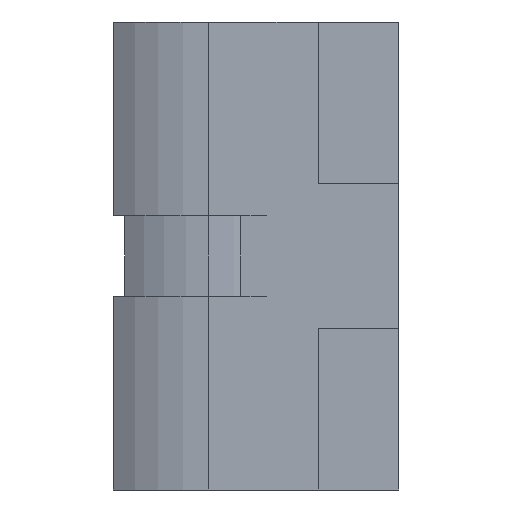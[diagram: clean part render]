
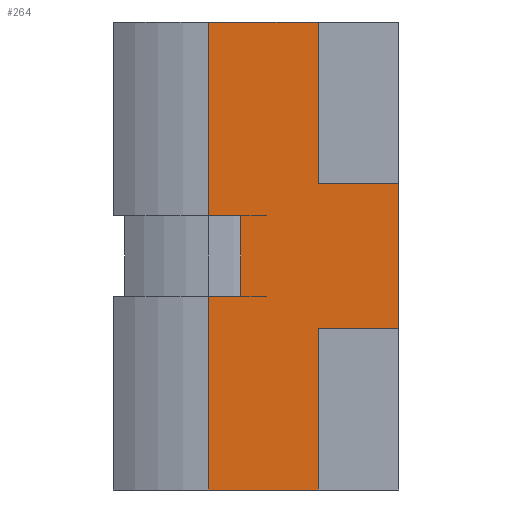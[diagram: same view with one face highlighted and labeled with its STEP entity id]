
A CAD part, left-side view. The second image highlights one B-rep face of the part: STEP entity #264.
In plain terms, the highlighted planar face has unit normal (-1, 0, 0).
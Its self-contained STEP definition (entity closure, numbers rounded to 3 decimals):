
#16 = ORIENTED_EDGE ( 'NONE', *, *, #1657, .F. ) ;
#29 = LINE ( 'NONE', #449, #1216 ) ;
#42 = VERTEX_POINT ( 'NONE', #1065 ) ;
#53 = ORIENTED_EDGE ( 'NONE', *, *, #251, .F. ) ;
#62 = LINE ( 'NONE', #394, #444 ) ;
#69 = LINE ( 'NONE', #169, #1198 ) ;
#86 = DIRECTION ( 'NONE',  ( 0., 1., 0. ) ) ;
#169 = CARTESIAN_POINT ( 'NONE',  ( 0., 10., 14.5 ) ) ;
#173 = VECTOR ( 'NONE', #1421, 1000. ) ;
#220 = CARTESIAN_POINT ( 'NONE',  ( 0., 8., 2.5 ) ) ;
#240 = CARTESIAN_POINT ( 'NONE',  ( 0., 0., -14.5 ) ) ;
#251 = EDGE_CURVE ( 'NONE', #272, #391, #1289, .T. ) ;
#256 = CARTESIAN_POINT ( 'NONE',  ( 0., 10., -2.5 ) ) ;
#264 = ADVANCED_FACE ( 'NONE', ( #1170 ), #1283, .F. ) ;
#272 = VERTEX_POINT ( 'NONE', #220 ) ;
#283 = DIRECTION ( 'NONE',  ( 0., -1., 0. ) ) ;
#306 = LINE ( 'NONE', #1321, #347 ) ;
#320 = EDGE_CURVE ( 'NONE', #342, #42, #1439, .T. ) ;
#326 = LINE ( 'NONE', #1222, #898 ) ;
#342 = VERTEX_POINT ( 'NONE', #615 ) ;
#347 = VECTOR ( 'NONE', #682, 1000. ) ;
#391 = VERTEX_POINT ( 'NONE', #791 ) ;
#394 = CARTESIAN_POINT ( 'NONE',  ( 0., 10., 14.5 ) ) ;
#419 = VERTEX_POINT ( 'NONE', #1320 ) ;
#428 = EDGE_CURVE ( 'NONE', #1091, #391, #62, .T. ) ;
#433 = DIRECTION ( 'NONE',  ( 0., 0., -1. ) ) ;
#444 = VECTOR ( 'NONE', #1577, 1000. ) ;
#449 = CARTESIAN_POINT ( 'NONE',  ( 0., 8., -2.5 ) ) ;
#450 = LINE ( 'NONE', #1607, #1490 ) ;
#470 = LINE ( 'NONE', #1037, #1239 ) ;
#472 = CARTESIAN_POINT ( 'NONE',  ( 0., 3.2, 4.5 ) ) ;
#513 = DIRECTION ( 'NONE',  ( 0., -1., 0. ) ) ;
#544 = CARTESIAN_POINT ( 'NONE',  ( 0., -1.8, 4.5 ) ) ;
#577 = DIRECTION ( 'NONE',  ( 0., 0., -1. ) ) ;
#597 = DIRECTION ( 'NONE',  ( 0., 0., 1. ) ) ;
#605 = EDGE_CURVE ( 'NONE', #1663, #693, #326, .T. ) ;
#615 = CARTESIAN_POINT ( 'NONE',  ( 0., 10., -14.5 ) ) ;
#682 = DIRECTION ( 'NONE',  ( 0., 0., -1. ) ) ;
#693 = VERTEX_POINT ( 'NONE', #1378 ) ;
#715 = ORIENTED_EDGE ( 'NONE', *, *, #1117, .F. ) ;
#752 = CARTESIAN_POINT ( 'NONE',  ( 0., 10., 2.5 ) ) ;
#763 = DIRECTION ( 'NONE',  ( 0., 1., 0. ) ) ;
#791 = CARTESIAN_POINT ( 'NONE',  ( 0., 10., 2.5 ) ) ;
#808 = CARTESIAN_POINT ( 'NONE',  ( 0., 8., -2.5 ) ) ;
#898 = VECTOR ( 'NONE', #433, 1000. ) ;
#910 = VERTEX_POINT ( 'NONE', #472 ) ;
#929 = LINE ( 'NONE', #1648, #1488 ) ;
#931 = VECTOR ( 'NONE', #1064, 1000. ) ;
#969 = EDGE_CURVE ( 'NONE', #419, #693, #470, .T. ) ;
#980 = ORIENTED_EDGE ( 'NONE', *, *, #1052, .T. ) ;
#1015 = LINE ( 'NONE', #256, #931 ) ;
#1037 = CARTESIAN_POINT ( 'NONE',  ( 0., 3.2, -4.5 ) ) ;
#1052 = EDGE_CURVE ( 'NONE', #1661, #1109, #1015, .T. ) ;
#1064 = DIRECTION ( 'NONE',  ( 0., 1., 0. ) ) ;
#1065 = CARTESIAN_POINT ( 'NONE',  ( 0., 3.2, -14.5 ) ) ;
#1091 = VERTEX_POINT ( 'NONE', #1454 ) ;
#1100 = VECTOR ( 'NONE', #1528, 1000. ) ;
#1107 = ORIENTED_EDGE ( 'NONE', *, *, #1346, .F. ) ;
#1109 = VERTEX_POINT ( 'NONE', #1341 ) ;
#1117 = EDGE_CURVE ( 'NONE', #1091, #1229, #450, .T. ) ;
#1118 = CARTESIAN_POINT ( 'NONE',  ( 0., 3.2, 14.5 ) ) ;
#1170 = FACE_OUTER_BOUND ( 'NONE', #1680, .T. ) ;
#1198 = VECTOR ( 'NONE', #577, 1000. ) ;
#1214 = EDGE_CURVE ( 'NONE', #1109, #342, #69, .T. ) ;
#1216 = VECTOR ( 'NONE', #597, 1000. ) ;
#1222 = CARTESIAN_POINT ( 'NONE',  ( 0., -1.8, 4.5 ) ) ;
#1229 = VERTEX_POINT ( 'NONE', #1118 ) ;
#1239 = VECTOR ( 'NONE', #513, 1000. ) ;
#1283 = PLANE ( 'NONE',  #1405 ) ;
#1289 = LINE ( 'NONE', #752, #1537 ) ;
#1301 = ORIENTED_EDGE ( 'NONE', *, *, #320, .T. ) ;
#1309 = EDGE_CURVE ( 'NONE', #1229, #910, #929, .T. ) ;
#1320 = CARTESIAN_POINT ( 'NONE',  ( 0., 3.2, -4.5 ) ) ;
#1321 = CARTESIAN_POINT ( 'NONE',  ( 0., 3.2, 0. ) ) ;
#1341 = CARTESIAN_POINT ( 'NONE',  ( 0., 10., -2.5 ) ) ;
#1346 = EDGE_CURVE ( 'NONE', #1661, #272, #29, .T. ) ;
#1351 = ORIENTED_EDGE ( 'NONE', *, *, #605, .F. ) ;
#1378 = CARTESIAN_POINT ( 'NONE',  ( 0., -1.8, -4.5 ) ) ;
#1395 = EDGE_CURVE ( 'NONE', #910, #1663, #1444, .T. ) ;
#1397 = ORIENTED_EDGE ( 'NONE', *, *, #1395, .F. ) ;
#1405 = AXIS2_PLACEMENT_3D ( 'NONE', #1687, #1559, #763 ) ;
#1421 = DIRECTION ( 'NONE',  ( 0., -1., 0. ) ) ;
#1439 = LINE ( 'NONE', #240, #173 ) ;
#1444 = LINE ( 'NONE', #1653, #1100 ) ;
#1453 = ORIENTED_EDGE ( 'NONE', *, *, #969, .T. ) ;
#1454 = CARTESIAN_POINT ( 'NONE',  ( 0., 10., 14.5 ) ) ;
#1488 = VECTOR ( 'NONE', #1633, 1000. ) ;
#1490 = VECTOR ( 'NONE', #283, 1000. ) ;
#1528 = DIRECTION ( 'NONE',  ( 0., -1., 0. ) ) ;
#1537 = VECTOR ( 'NONE', #86, 1000. ) ;
#1559 = DIRECTION ( 'NONE',  ( 1., 0., 0. ) ) ;
#1577 = DIRECTION ( 'NONE',  ( 0., 0., -1. ) ) ;
#1596 = ORIENTED_EDGE ( 'NONE', *, *, #1309, .F. ) ;
#1607 = CARTESIAN_POINT ( 'NONE',  ( 0., 0., 14.5 ) ) ;
#1633 = DIRECTION ( 'NONE',  ( 0., 0., -1. ) ) ;
#1648 = CARTESIAN_POINT ( 'NONE',  ( 0., 3.2, 0. ) ) ;
#1653 = CARTESIAN_POINT ( 'NONE',  ( 0., 3.2, 4.5 ) ) ;
#1657 = EDGE_CURVE ( 'NONE', #419, #42, #306, .T. ) ;
#1661 = VERTEX_POINT ( 'NONE', #808 ) ;
#1663 = VERTEX_POINT ( 'NONE', #544 ) ;
#1680 = EDGE_LOOP ( 'NONE', ( #1107, #980, #1716, #1301, #16, #1453, #1351, #1397, #1596, #715, #1691, #53 ) ) ;
#1687 = CARTESIAN_POINT ( 'NONE',  ( 0., 0., 14.5 ) ) ;
#1691 = ORIENTED_EDGE ( 'NONE', *, *, #428, .T. ) ;
#1716 = ORIENTED_EDGE ( 'NONE', *, *, #1214, .T. ) ;
